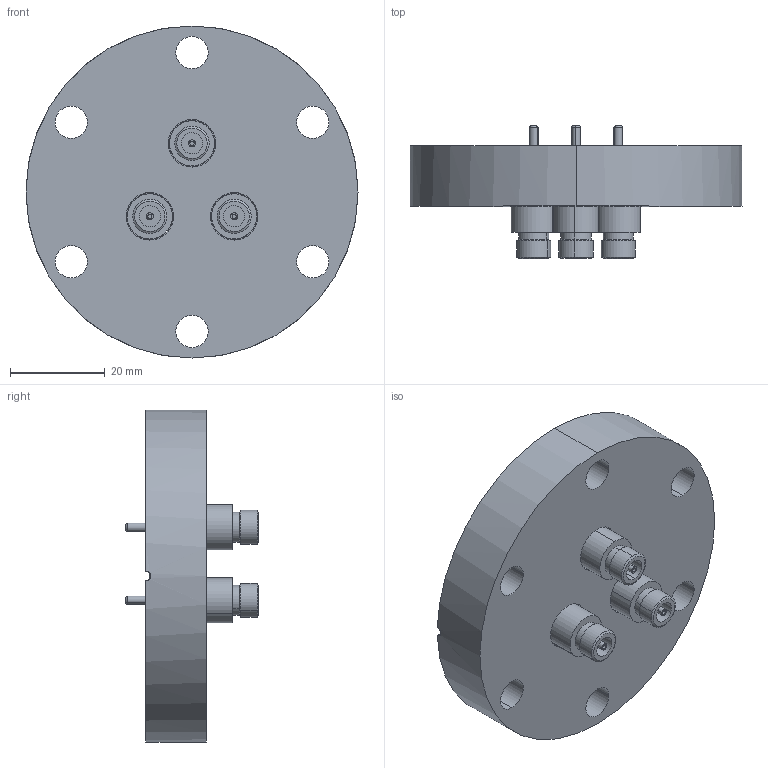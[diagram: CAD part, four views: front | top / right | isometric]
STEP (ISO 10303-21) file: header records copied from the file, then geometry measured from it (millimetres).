
FILE_DESCRIPTION (( 'STEP AP214' ), '1' );
FILE_NAME ('242-SMA50-C40-3.STEP', '2014-11-12T10:24:02', ( 'allectra' ), ( 'Microsoft' ), 'SwSTEP 2.0', 'SolidWorks 2014', '' );
FILE_SCHEMA (( 'AUTOMOTIVE_DESIGN' ));
Length unit declared in the file: millimetre
Products named in the file (3): 242-SMA50; 9411-C40-9.6-3_411-CB40; 242-SMA50-C40-3
Assembly tree (4 placements, depth 2):
  242-SMA50-C40-3
    9411-C40-9.6-3_411-CB40
    242-SMA50  x3
Bounding box: 69.9 x 28 x 69.9 mm (x, y, z)
Volume: 42566.9 mm3; surface area: 16872.6 mm2
Topology: 4 solids, 4 shells, 131 faces, 278 edges, 176 vertices
Faces by surface type: cylinder 78, plane 31, cone 16, torus 6
Entity records: 2258 total; most frequent: DIRECTION 416, CARTESIAN_POINT 406, ORIENTED_EDGE 324, AXIS2_PLACEMENT_3D 180, EDGE_CURVE 162, VERTEX_POINT 104, CIRCLE 102, EDGE_LOOP 98
